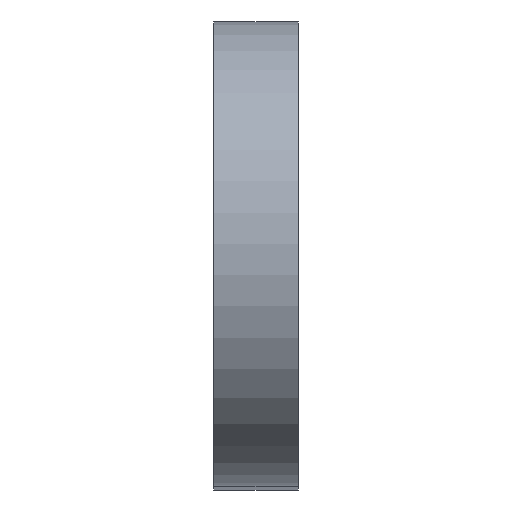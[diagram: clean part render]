
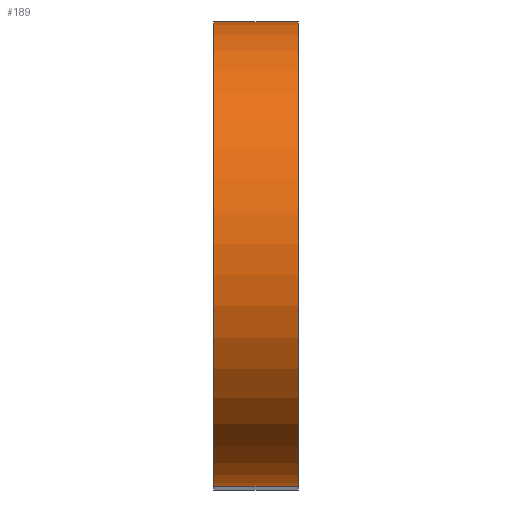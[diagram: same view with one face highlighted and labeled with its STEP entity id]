
A CAD part, top view. The second image highlights one B-rep face of the part: STEP entity #189.
In plain terms, the highlighted free-form (B-spline) face has degree [2, 1] with [5, 2] control points.
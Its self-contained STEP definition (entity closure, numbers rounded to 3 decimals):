
#158 = VERTEX_POINT('',#159);
#159 = CARTESIAN_POINT('',(0.,-62.388,0.));
#174 = VERTEX_POINT('',#175);
#175 = CARTESIAN_POINT('',(22.687,-62.388,0.));
#180 = EDGE_CURVE('',#158,#174,#181,.T.);
#181 = B_SPLINE_CURVE_WITH_KNOTS('',1,(#182,#183),.UNSPECIFIED.,.F.,.F.,
  (2,2),(0.,20.),.PIECEWISE_BEZIER_KNOTS.);
#182 = CARTESIAN_POINT('',(0.,-62.388,0.));
#183 = CARTESIAN_POINT('',(22.687,-62.388,0.));
#189 = ADVANCED_FACE('',(#190),#218,.T.);
#190 = FACE_BOUND('',#191,.T.);
#191 = EDGE_LOOP('',(#192,#202,#203,#213));
#192 = ORIENTED_EDGE('',*,*,#193,.T.);
#193 = EDGE_CURVE('',#194,#158,#196,.T.);
#194 = VERTEX_POINT('',#195);
#195 = CARTESIAN_POINT('',(0.,62.388,0.));
#196 = ( BOUNDED_CURVE() B_SPLINE_CURVE(2,(#197,#198,#199,#200,#201),
.UNSPECIFIED.,.F.,.F.) B_SPLINE_CURVE_WITH_KNOTS((3,2,3),(0.,
1.571,3.142),.PIECEWISE_BEZIER_KNOTS.) CURVE() 
GEOMETRIC_REPRESENTATION_ITEM() RATIONAL_B_SPLINE_CURVE((1.,
0.707,1.,0.707,1.)) REPRESENTATION_ITEM('') );
#197 = CARTESIAN_POINT('',(0.,62.388,0.));
#198 = CARTESIAN_POINT('',(0.,62.388,62.388));
#199 = CARTESIAN_POINT('',(0.,0.,62.388));
#200 = CARTESIAN_POINT('',(0.,-62.388,62.388));
#201 = CARTESIAN_POINT('',(0.,-62.388,0.));
#202 = ORIENTED_EDGE('',*,*,#180,.T.);
#203 = ORIENTED_EDGE('',*,*,#204,.F.);
#204 = EDGE_CURVE('',#205,#174,#207,.T.);
#205 = VERTEX_POINT('',#206);
#206 = CARTESIAN_POINT('',(22.687,62.388,0.));
#207 = ( BOUNDED_CURVE() B_SPLINE_CURVE(2,(#208,#209,#210,#211,#212),
.UNSPECIFIED.,.F.,.F.) B_SPLINE_CURVE_WITH_KNOTS((3,2,3),(0.,
1.571,3.142),.PIECEWISE_BEZIER_KNOTS.) CURVE() 
GEOMETRIC_REPRESENTATION_ITEM() RATIONAL_B_SPLINE_CURVE((1.,
0.707,1.,0.707,1.)) REPRESENTATION_ITEM('') );
#208 = CARTESIAN_POINT('',(22.687,62.388,0.));
#209 = CARTESIAN_POINT('',(22.687,62.388,62.388
    ));
#210 = CARTESIAN_POINT('',(22.687,0.,
    62.388));
#211 = CARTESIAN_POINT('',(22.687,-62.388,
    62.388));
#212 = CARTESIAN_POINT('',(22.687,-62.388,
    0.));
#213 = ORIENTED_EDGE('',*,*,#214,.F.);
#214 = EDGE_CURVE('',#194,#205,#215,.T.);
#215 = B_SPLINE_CURVE_WITH_KNOTS('',1,(#216,#217),.UNSPECIFIED.,.F.,.F.,
  (2,2),(0.,20.),.PIECEWISE_BEZIER_KNOTS.);
#216 = CARTESIAN_POINT('',(0.,62.388,0.));
#217 = CARTESIAN_POINT('',(22.687,62.388,0.));
#218 = ( BOUNDED_SURFACE() B_SPLINE_SURFACE(2,1,(
    (#219,#220)
    ,(#221,#222)
    ,(#223,#224)
    ,(#225,#226)
,(#227,#228
    )),.UNSPECIFIED.,.F.,.F.,.F.) B_SPLINE_SURFACE_WITH_KNOTS((3,2,3),(2
    ,2),(0.,1.571,3.142),(0.,20.),
.PIECEWISE_BEZIER_KNOTS.) GEOMETRIC_REPRESENTATION_ITEM() 
RATIONAL_B_SPLINE_SURFACE((
    (1.,1.)
    ,(0.707,0.707)
    ,(1.,1.)
    ,(0.707,0.707)
,(1.,1.))) REPRESENTATION_ITEM('') SURFACE() );
#219 = CARTESIAN_POINT('',(0.,62.388,0.));
#220 = CARTESIAN_POINT('',(22.687,62.388,0.));
#221 = CARTESIAN_POINT('',(0.,62.388,62.388));
#222 = CARTESIAN_POINT('',(22.687,62.388,62.388
    ));
#223 = CARTESIAN_POINT('',(0.,0.,62.388));
#224 = CARTESIAN_POINT('',(22.687,0.,
    62.388));
#225 = CARTESIAN_POINT('',(0.,-62.388,62.388));
#226 = CARTESIAN_POINT('',(22.687,-62.388,
    62.388));
#227 = CARTESIAN_POINT('',(0.,-62.388,0.));
#228 = CARTESIAN_POINT('',(22.687,-62.388,
    0.));
